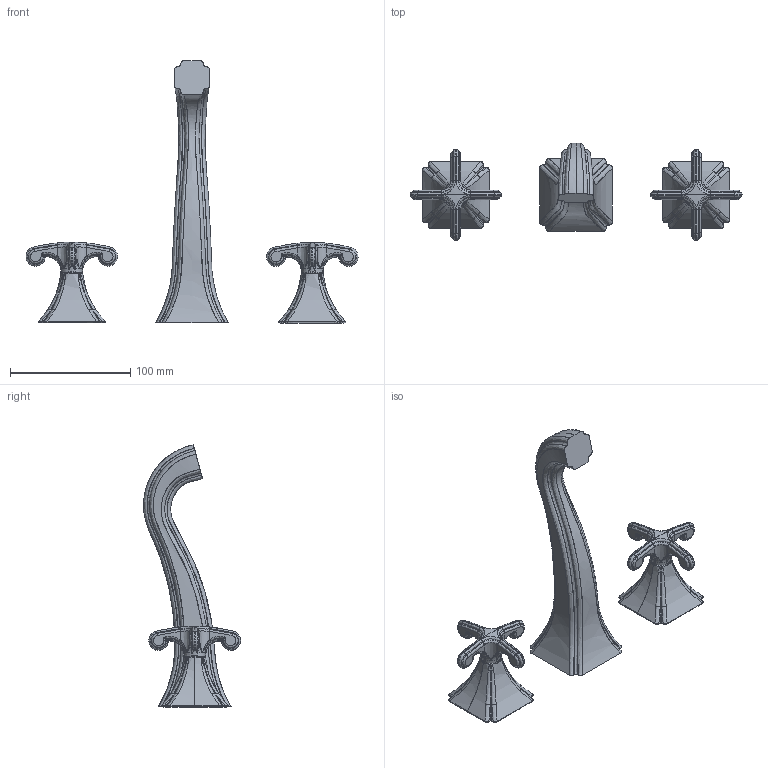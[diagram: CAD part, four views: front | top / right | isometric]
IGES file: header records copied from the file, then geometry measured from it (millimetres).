
Start section:  PTC IGES file: 3-2521_sw0001.igs
Global section: file name: 3-2521_sw0001.igs; native system: Creo Parametric by PTC Inc.; preprocessor: 2018400; author: rsmith; organization: Unknown; date: 20201125.160025; units: inch
Bounding box: 276.19 x 80.73 x 218.4 mm (x, y, z)
Surface area: 62821.6 mm2 (no closed solid volume)
Topology: 0 solids, 0 shells, 667 faces, 3002 edges, 2986 vertices
Faces by surface type: bspline 537, revolution 130
